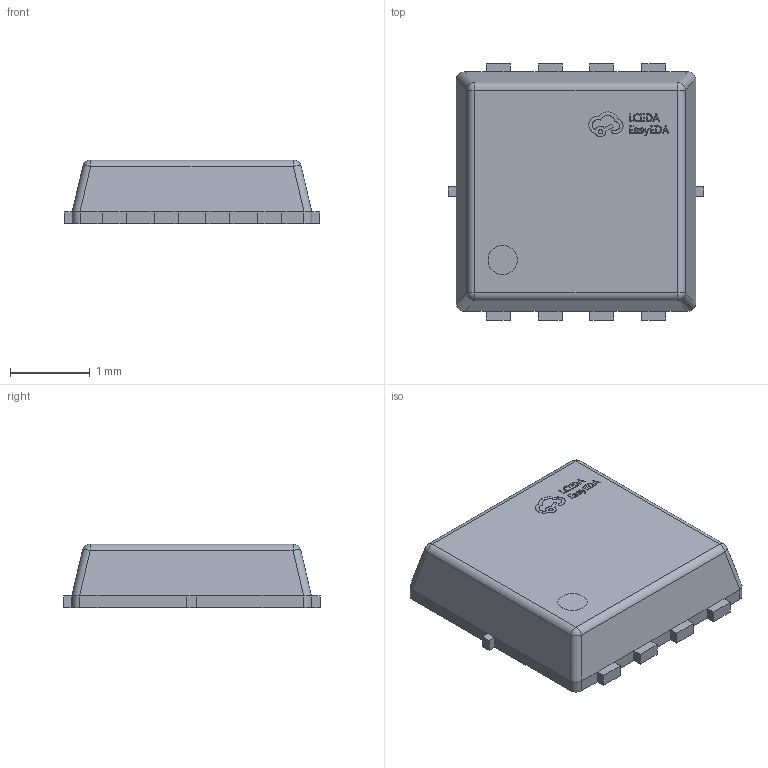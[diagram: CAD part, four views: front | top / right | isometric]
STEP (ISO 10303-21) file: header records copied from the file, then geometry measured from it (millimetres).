
FILE_DESCRIPTION((''),'2;1');
FILE_NAME('222','2022-07-06T21:40:13',('win10'),(''),'CREO PARAMETRIC BY PTC INC, 2020033','CREO PARAMETRIC BY PTC INC, 2020033','');
FILE_SCHEMA(('CONFIG_CONTROL_DESIGN','GEOMETRIC_VALIDATION_PROPERTIES_MIM'));
Length unit declared in the file: millimetre
Products named in the file (1): 222
Bounding box: 3.2 x 3.21 x 0.8 mm (x, y, z)
Volume: 6.7 mm3; surface area: 30.4 mm2
Topology: 1 solids, 1 shells, 342 faces, 908 edges, 588 vertices
Faces by surface type: plane 249, extrusion 73, cylinder 16, sphere 4
Entity records: 13650 total; most frequent: CARTESIAN_POINT 2759, ORIENTED_EDGE 1816, DIRECTION 1385, EDGE_CURVE 908, VECTOR 799, LINE 726, VERTEX_POINT 588, PRESENTATION_STYLE_ASSIGNMENT 415
